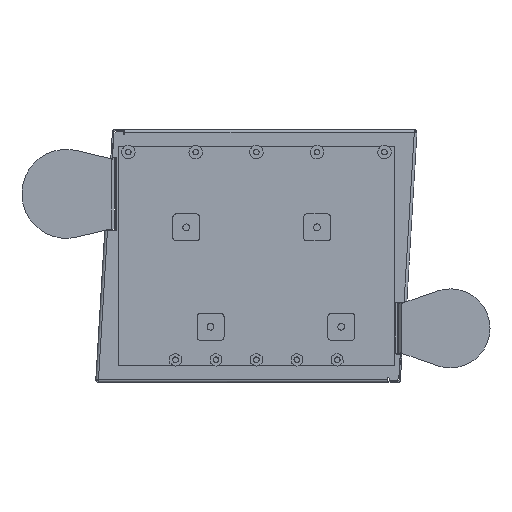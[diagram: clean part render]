
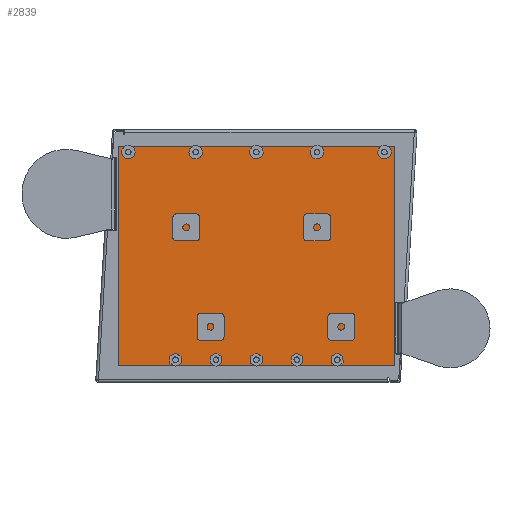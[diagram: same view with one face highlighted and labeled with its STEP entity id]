
A CAD part, front view. The second image highlights one B-rep face of the part: STEP entity #2839.
In plain terms, the highlighted planar face has unit normal (0, -1, 0).
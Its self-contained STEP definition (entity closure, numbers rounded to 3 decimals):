
#2839=ADVANCED_FACE('',(#4711,#4712,#4713,#4714,#4715,#4716,#4717,#4718,
#4719,#4720,#4721),#3987,.F.);
#3987=PLANE('',#26226);
#4711=FACE_BOUND('',#6051,.T.);
#4712=FACE_BOUND('',#6052,.T.);
#4713=FACE_BOUND('',#6053,.T.);
#4714=FACE_BOUND('',#6054,.T.);
#4715=FACE_BOUND('',#6055,.T.);
#4716=FACE_BOUND('',#6056,.T.);
#4717=FACE_BOUND('',#6057,.T.);
#4718=FACE_BOUND('',#6058,.T.);
#4719=FACE_BOUND('',#6059,.T.);
#4720=FACE_BOUND('',#6060,.T.);
#4721=FACE_BOUND('',#6061,.T.);
#6051=EDGE_LOOP('',(#9804));
#6052=EDGE_LOOP('',(#9805));
#6053=EDGE_LOOP('',(#9806));
#6054=EDGE_LOOP('',(#9807));
#6055=EDGE_LOOP('',(#9808));
#6056=EDGE_LOOP('',(#9809));
#6057=EDGE_LOOP('',(#9810));
#6058=EDGE_LOOP('',(#9811));
#6059=EDGE_LOOP('',(#9812));
#6060=EDGE_LOOP('',(#9813));
#6061=EDGE_LOOP('',(#9814,#9815,#9816,#9817));
#9804=ORIENTED_EDGE('',*,*,#17584,.T.);
#9805=ORIENTED_EDGE('',*,*,#17585,.T.);
#9806=ORIENTED_EDGE('',*,*,#17586,.T.);
#9807=ORIENTED_EDGE('',*,*,#17587,.T.);
#9808=ORIENTED_EDGE('',*,*,#17588,.T.);
#9809=ORIENTED_EDGE('',*,*,#17589,.T.);
#9810=ORIENTED_EDGE('',*,*,#17590,.T.);
#9811=ORIENTED_EDGE('',*,*,#17591,.T.);
#9812=ORIENTED_EDGE('',*,*,#17592,.T.);
#9813=ORIENTED_EDGE('',*,*,#17593,.T.);
#9814=ORIENTED_EDGE('',*,*,#17562,.F.);
#9815=ORIENTED_EDGE('',*,*,#17572,.F.);
#9816=ORIENTED_EDGE('',*,*,#17569,.F.);
#9817=ORIENTED_EDGE('',*,*,#17566,.F.);
#14836=VERTEX_POINT('',#38211);
#14837=VERTEX_POINT('',#38212);
#14840=VERTEX_POINT('',#38220);
#14842=VERTEX_POINT('',#38226);
#14854=VERTEX_POINT('',#38256);
#14855=VERTEX_POINT('',#38258);
#14856=VERTEX_POINT('',#38260);
#14857=VERTEX_POINT('',#38262);
#14858=VERTEX_POINT('',#38264);
#14859=VERTEX_POINT('',#38266);
#14860=VERTEX_POINT('',#38268);
#14861=VERTEX_POINT('',#38270);
#14862=VERTEX_POINT('',#38272);
#14863=VERTEX_POINT('',#38274);
#17562=EDGE_CURVE('',#14836,#14837,#21686,.T.);
#17566=EDGE_CURVE('',#14837,#14840,#21690,.T.);
#17569=EDGE_CURVE('',#14840,#14842,#21693,.T.);
#17572=EDGE_CURVE('',#14842,#14836,#21696,.T.);
#17584=EDGE_CURVE('',#14854,#14854,#20244,.T.);
#17585=EDGE_CURVE('',#14855,#14855,#20245,.T.);
#17586=EDGE_CURVE('',#14856,#14856,#20246,.T.);
#17587=EDGE_CURVE('',#14857,#14857,#20247,.T.);
#17588=EDGE_CURVE('',#14858,#14858,#20248,.T.);
#17589=EDGE_CURVE('',#14859,#14859,#20249,.T.);
#17590=EDGE_CURVE('',#14860,#14860,#20250,.T.);
#17591=EDGE_CURVE('',#14861,#14861,#20251,.T.);
#17592=EDGE_CURVE('',#14862,#14862,#20252,.T.);
#17593=EDGE_CURVE('',#14863,#14863,#20253,.T.);
#20244=CIRCLE('',#26216,8.25);
#20245=CIRCLE('',#26217,8.25);
#20246=CIRCLE('',#26218,8.25);
#20247=CIRCLE('',#26219,8.25);
#20248=CIRCLE('',#26220,8.25);
#20249=CIRCLE('',#26221,8.25);
#20250=CIRCLE('',#26222,8.25);
#20251=CIRCLE('',#26223,8.25);
#20252=CIRCLE('',#26224,8.25);
#20253=CIRCLE('',#26225,8.25);
#21686=LINE('',#38210,#23752);
#21690=LINE('',#38219,#23756);
#21693=LINE('',#38225,#23759);
#21696=LINE('',#38231,#23762);
#23752=VECTOR('',#30789,1.);
#23756=VECTOR('',#30795,1.);
#23759=VECTOR('',#30800,1.);
#23762=VECTOR('',#30805,1.);
#26216=AXIS2_PLACEMENT_3D('',#38255,#30831,#30832);
#26217=AXIS2_PLACEMENT_3D('',#38257,#30833,#30834);
#26218=AXIS2_PLACEMENT_3D('',#38259,#30835,#30836);
#26219=AXIS2_PLACEMENT_3D('',#38261,#30837,#30838);
#26220=AXIS2_PLACEMENT_3D('',#38263,#30839,#30840);
#26221=AXIS2_PLACEMENT_3D('',#38265,#30841,#30842);
#26222=AXIS2_PLACEMENT_3D('',#38267,#30843,#30844);
#26223=AXIS2_PLACEMENT_3D('',#38269,#30845,#30846);
#26224=AXIS2_PLACEMENT_3D('',#38271,#30847,#30848);
#26225=AXIS2_PLACEMENT_3D('',#38273,#30849,#30850);
#26226=AXIS2_PLACEMENT_3D('',#38275,#30851,#30852);
#30789=DIRECTION('',(0.,0.,1.));
#30795=DIRECTION('',(1.,0.,0.));
#30800=DIRECTION('',(0.,0.,-1.));
#30805=DIRECTION('',(-1.,0.,0.));
#30831=DIRECTION('',(0.,1.,0.));
#30832=DIRECTION('',(0.,0.,1.));
#30833=DIRECTION('',(0.,1.,0.));
#30834=DIRECTION('',(0.,0.,1.));
#30835=DIRECTION('',(0.,1.,0.));
#30836=DIRECTION('',(0.,0.,1.));
#30837=DIRECTION('',(0.,1.,0.));
#30838=DIRECTION('',(0.,0.,1.));
#30839=DIRECTION('',(0.,1.,0.));
#30840=DIRECTION('',(0.,0.,1.));
#30841=DIRECTION('',(0.,1.,0.));
#30842=DIRECTION('',(0.,0.,1.));
#30843=DIRECTION('',(0.,1.,0.));
#30844=DIRECTION('',(0.,0.,1.));
#30845=DIRECTION('',(0.,1.,0.));
#30846=DIRECTION('',(0.,0.,1.));
#30847=DIRECTION('',(0.,1.,0.));
#30848=DIRECTION('',(0.,0.,1.));
#30849=DIRECTION('',(0.,1.,0.));
#30850=DIRECTION('',(0.,0.,1.));
#30851=DIRECTION('',(0.,1.,0.));
#30852=DIRECTION('',(0.,0.,-1.));
#38210=CARTESIAN_POINT('',(-205.,-279.5,-669.));
#38211=CARTESIAN_POINT('',(-205.,-279.5,-669.));
#38212=CARTESIAN_POINT('',(-205.,-279.5,-344.));
#38219=CARTESIAN_POINT('',(-205.,-279.5,-344.));
#38220=CARTESIAN_POINT('',(205.,-279.5,-344.));
#38225=CARTESIAN_POINT('',(205.,-279.5,-344.));
#38226=CARTESIAN_POINT('',(205.,-279.5,-669.));
#38231=CARTESIAN_POINT('',(205.,-279.5,-669.));
#38255=CARTESIAN_POINT('',(-120.,-279.5,-660.5));
#38256=CARTESIAN_POINT('',(-120.,-279.5,-652.25));
#38257=CARTESIAN_POINT('',(-60.,-279.5,-660.5));
#38258=CARTESIAN_POINT('',(-60.,-279.5,-652.25));
#38259=CARTESIAN_POINT('',(0.,-279.5,-660.5));
#38260=CARTESIAN_POINT('',(0.,-279.5,-652.25));
#38261=CARTESIAN_POINT('',(60.,-279.5,-660.5));
#38262=CARTESIAN_POINT('',(60.,-279.5,-652.25));
#38263=CARTESIAN_POINT('',(120.,-279.5,-660.5));
#38264=CARTESIAN_POINT('',(120.,-279.5,-652.25));
#38265=CARTESIAN_POINT('',(190.,-279.5,-352.5));
#38266=CARTESIAN_POINT('',(190.,-279.5,-344.25));
#38267=CARTESIAN_POINT('',(90.,-279.5,-352.5));
#38268=CARTESIAN_POINT('',(90.,-279.5,-344.25));
#38269=CARTESIAN_POINT('',(0.,-279.5,-352.5));
#38270=CARTESIAN_POINT('',(0.,-279.5,-344.25));
#38271=CARTESIAN_POINT('',(-90.,-279.5,-352.5));
#38272=CARTESIAN_POINT('',(-90.,-279.5,-344.25));
#38273=CARTESIAN_POINT('',(-190.,-279.5,-352.5));
#38274=CARTESIAN_POINT('',(-190.,-279.5,-344.25));
#38275=CARTESIAN_POINT('',(214.5,-279.5,-444.14));
